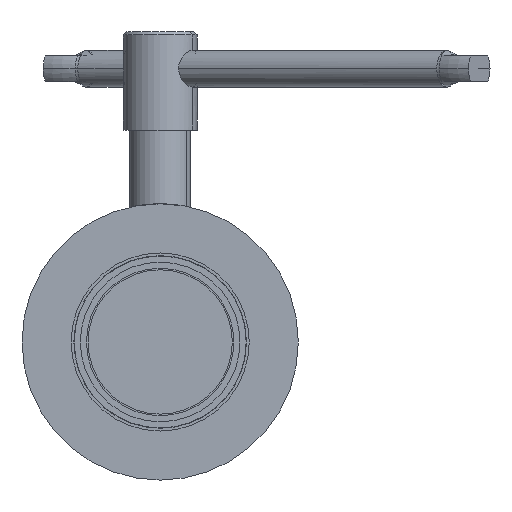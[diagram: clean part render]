
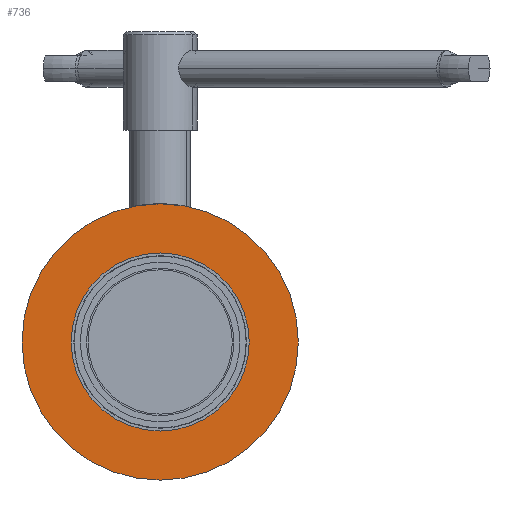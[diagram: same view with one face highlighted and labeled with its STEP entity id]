
A CAD part, front view. The second image highlights one B-rep face of the part: STEP entity #736.
In plain terms, the highlighted planar face has unit normal (0, -1, 0).
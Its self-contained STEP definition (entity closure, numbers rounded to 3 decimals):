
#116 = DIRECTION ( 'NONE',  ( 0., -1., 0. ) ) ;
#235 = ORIENTED_EDGE ( 'NONE', *, *, #1207, .F. ) ;
#242 = CIRCLE ( 'NONE', #3427, 14.5 ) ;
#426 = VERTEX_POINT ( 'NONE', #2686 ) ;
#430 = CARTESIAN_POINT ( 'NONE',  ( 0., -75., 0. ) ) ;
#547 = CARTESIAN_POINT ( 'NONE',  ( 0., -75., -14.5 ) ) ;
#735 = CARTESIAN_POINT ( 'NONE',  ( 0., -75., 0. ) ) ;
#736 = ADVANCED_FACE ( 'NONE', ( #922, #2133 ), #3092, .F. ) ;
#746 = CARTESIAN_POINT ( 'NONE',  ( 0., -75., 22.5 ) ) ;
#749 = EDGE_CURVE ( 'NONE', #1973, #1216, #242, .T. ) ;
#881 = DIRECTION ( 'NONE',  ( 0., 0., 1. ) ) ;
#916 = CARTESIAN_POINT ( 'NONE',  ( 0., -75., 0. ) ) ;
#922 = FACE_BOUND ( 'NONE', #3197, .T. ) ;
#972 = DIRECTION ( 'NONE',  ( 0., 0., -1. ) ) ;
#1031 = CARTESIAN_POINT ( 'NONE',  ( 0., -75., 14.5 ) ) ;
#1090 = EDGE_LOOP ( 'NONE', ( #1264, #235 ) ) ;
#1144 = VERTEX_POINT ( 'NONE', #746 ) ;
#1207 = EDGE_CURVE ( 'NONE', #1144, #426, #3363, .T. ) ;
#1216 = VERTEX_POINT ( 'NONE', #547 ) ;
#1264 = ORIENTED_EDGE ( 'NONE', *, *, #3381, .F. ) ;
#1435 = AXIS2_PLACEMENT_3D ( 'NONE', #430, #2242, #3763 ) ;
#1514 = ORIENTED_EDGE ( 'NONE', *, *, #749, .F. ) ;
#1596 = DIRECTION ( 'NONE',  ( 0., 0., -1. ) ) ;
#1665 = AXIS2_PLACEMENT_3D ( 'NONE', #916, #2984, #881 ) ;
#1752 = AXIS2_PLACEMENT_3D ( 'NONE', #2436, #3352, #972 ) ;
#1973 = VERTEX_POINT ( 'NONE', #1031 ) ;
#2067 = CIRCLE ( 'NONE', #1752, 14.5 ) ;
#2131 = CIRCLE ( 'NONE', #1435, 22.5 ) ;
#2133 = FACE_OUTER_BOUND ( 'NONE', #1090, .T. ) ;
#2242 = DIRECTION ( 'NONE',  ( 0., 1., 0. ) ) ;
#2436 = CARTESIAN_POINT ( 'NONE',  ( 0., -75., 0. ) ) ;
#2490 = DIRECTION ( 'NONE',  ( 0., 1., 0. ) ) ;
#2686 = CARTESIAN_POINT ( 'NONE',  ( 0., -75., -22.5 ) ) ;
#2984 = DIRECTION ( 'NONE',  ( 0., 1., 0. ) ) ;
#3076 = CARTESIAN_POINT ( 'NONE',  ( 0., -75., 0. ) ) ;
#3092 = PLANE ( 'NONE',  #3684 ) ;
#3197 = EDGE_LOOP ( 'NONE', ( #3845, #1514 ) ) ;
#3352 = DIRECTION ( 'NONE',  ( 0., -1., 0. ) ) ;
#3363 = CIRCLE ( 'NONE', #1665, 22.5 ) ;
#3381 = EDGE_CURVE ( 'NONE', #426, #1144, #2131, .T. ) ;
#3427 = AXIS2_PLACEMENT_3D ( 'NONE', #3076, #116, #1596 ) ;
#3601 = EDGE_CURVE ( 'NONE', #1216, #1973, #2067, .T. ) ;
#3684 = AXIS2_PLACEMENT_3D ( 'NONE', #735, #2490, #3691 ) ;
#3691 = DIRECTION ( 'NONE',  ( 0., 0., 1. ) ) ;
#3763 = DIRECTION ( 'NONE',  ( 0., 0., 1. ) ) ;
#3845 = ORIENTED_EDGE ( 'NONE', *, *, #3601, .F. ) ;
